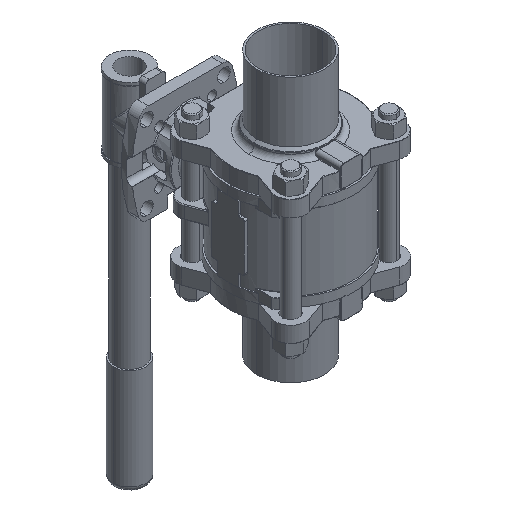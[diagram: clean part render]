
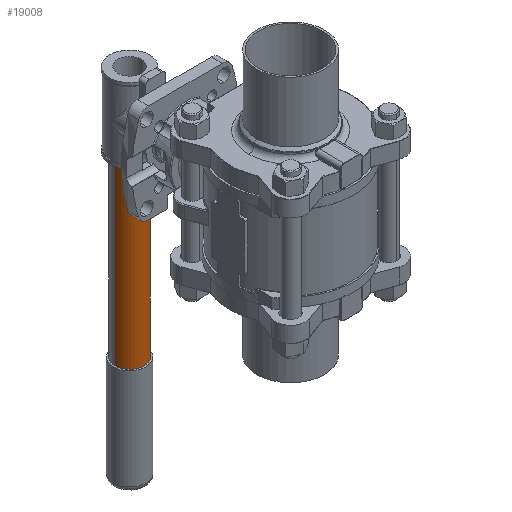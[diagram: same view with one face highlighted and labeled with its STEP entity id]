
A CAD part, isometric view. The second image highlights one B-rep face of the part: STEP entity #19008.
In plain terms, the highlighted cylindrical face has radius 13.843 mm (diameter 27.686 mm), a partial arc.
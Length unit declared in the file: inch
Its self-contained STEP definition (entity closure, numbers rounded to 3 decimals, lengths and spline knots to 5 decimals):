
#2472 = LINE ( 'NONE', #12573, #21774 ) ;
#2618 = LINE ( 'NONE', #12642, #21801 ) ;
#2807 = FACE_OUTER_BOUND ( 'NONE', #16251, .T. ) ;
#2808 = CYLINDRICAL_SURFACE ( 'NONE', #11514, 0.545 ) ;
#4220 = CARTESIAN_POINT ( 'NONE',  ( -7.9095, 0., -0.545 ) ) ;
#4221 = CARTESIAN_POINT ( 'NONE',  ( -7.9095, 0., 0.545 ) ) ;
#4223 = CARTESIAN_POINT ( 'NONE',  ( -1.375, 0., 0.545 ) ) ;
#4224 = CARTESIAN_POINT ( 'NONE',  ( -1.375, 0., -0.545 ) ) ;
#11514 = AXIS2_PLACEMENT_3D ( 'NONE', #23475, #23474, #23473 ) ;
#12572 = DIRECTION ( 'NONE',  ( 1., 0., 0. ) ) ;
#12573 = CARTESIAN_POINT ( 'NONE',  ( -11.747, 0., 0.545 ) ) ;
#12641 = DIRECTION ( 'NONE',  ( 1., 0., 0. ) ) ;
#12642 = CARTESIAN_POINT ( 'NONE',  ( -11.747, 0., -0.545 ) ) ;
#12994 = DIRECTION ( 'NONE',  ( 0., 0., 1. ) ) ;
#12995 = DIRECTION ( 'NONE',  ( -1., 0., 0. ) ) ;
#12996 = CARTESIAN_POINT ( 'NONE',  ( -1.375, 0., 0. ) ) ;
#12997 = DIRECTION ( 'NONE',  ( 0., 0., 1. ) ) ;
#12999 = DIRECTION ( 'NONE',  ( 1., 0., 0. ) ) ;
#13000 = CARTESIAN_POINT ( 'NONE',  ( -7.9095, 0., 0. ) ) ;
#14295 = EDGE_CURVE ( 'NONE', #20771, #20770, #21965, .T. ) ;
#14296 = EDGE_CURVE ( 'NONE', #20774, #20773, #21961, .T. ) ;
#14390 = EDGE_CURVE ( 'NONE', #20770, #20774, #2618, .T. ) ;
#14413 = EDGE_CURVE ( 'NONE', #20771, #20773, #2472, .T. ) ;
#16251 = EDGE_LOOP ( 'NONE', ( #17034, #17038, #17037, #17039 ) ) ;
#17034 = ORIENTED_EDGE ( 'NONE', *, *, #14413, .F. ) ;
#17037 = ORIENTED_EDGE ( 'NONE', *, *, #14390, .T. ) ;
#17038 = ORIENTED_EDGE ( 'NONE', *, *, #14295, .T. ) ;
#17039 = ORIENTED_EDGE ( 'NONE', *, *, #14296, .T. ) ;
#19008 = ADVANCED_FACE ( 'NONE', ( #2807 ), #2808, .T. ) ;
#20770 = VERTEX_POINT ( 'NONE', #4220 ) ;
#20771 = VERTEX_POINT ( 'NONE', #4221 ) ;
#20773 = VERTEX_POINT ( 'NONE', #4223 ) ;
#20774 = VERTEX_POINT ( 'NONE', #4224 ) ;
#21774 = VECTOR ( 'NONE', #12572, 39.37008 ) ;
#21801 = VECTOR ( 'NONE', #12641, 39.37008 ) ;
#21960 = AXIS2_PLACEMENT_3D ( 'NONE', #12996, #12995, #12994 ) ;
#21961 = CIRCLE ( 'NONE', #21960, 0.545 ) ;
#21962 = AXIS2_PLACEMENT_3D ( 'NONE', #13000, #12999, #12997 ) ;
#21965 = CIRCLE ( 'NONE', #21962, 0.545 ) ;
#23473 = DIRECTION ( 'NONE',  ( 0., 0., -1. ) ) ;
#23474 = DIRECTION ( 'NONE',  ( 1., 0., 0. ) ) ;
#23475 = CARTESIAN_POINT ( 'NONE',  ( -11.747, 0., 0. ) ) ;
